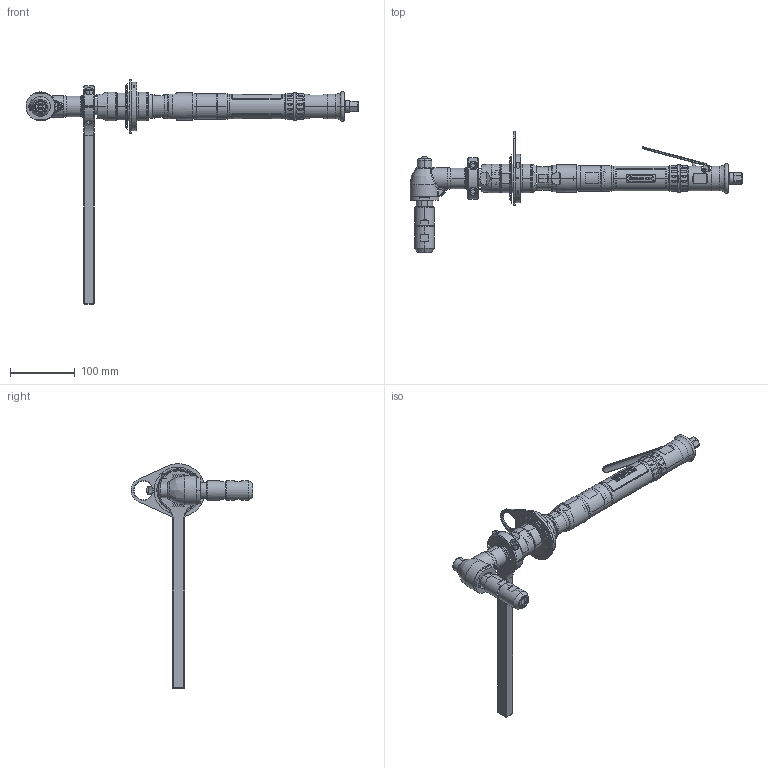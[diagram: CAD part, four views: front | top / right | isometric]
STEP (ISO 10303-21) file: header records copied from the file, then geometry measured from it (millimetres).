
FILE_DESCRIPTION((''),'2;1');
FILE_NAME('AA33LH22AV2-99','2011-01-21T',('DMG0713'),(''),'PRO/ENGINEER BY PARAMETRIC TECHNOLOGY CORPORATION, 2009460','PRO/ENGINEER BY PARAMETRIC TECHNOLOGY CORPORATION, 2009460','');
FILE_SCHEMA(('CONFIG_CONTROL_DESIGN'));
Products named in the file (1): AA33LH22AV2-99
Bounding box: 511.6 x 187.78 x 345.95 mm (x, y, z)
Surface area: 179964.7 mm2 (no closed solid volume)
Topology: 0 solids, 181 shells, 860 faces, 4463 edges, 3609 vertices
Faces by surface type: cylinder 385, plane 214, cone 133, bspline 80, torus 41, sphere 7
Entity records: 69687 total; most frequent: CARTESIAN_POINT 37899, DIRECTION 5947, ORIENTED_EDGE 5836, EDGE_CURVE 4461, VERTEX_POINT 3609, AXIS2_PLACEMENT_3D 2167, VECTOR 1613, LINE 1613
